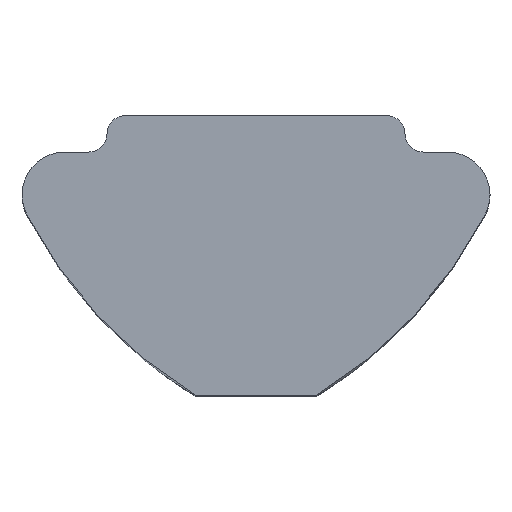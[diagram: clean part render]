
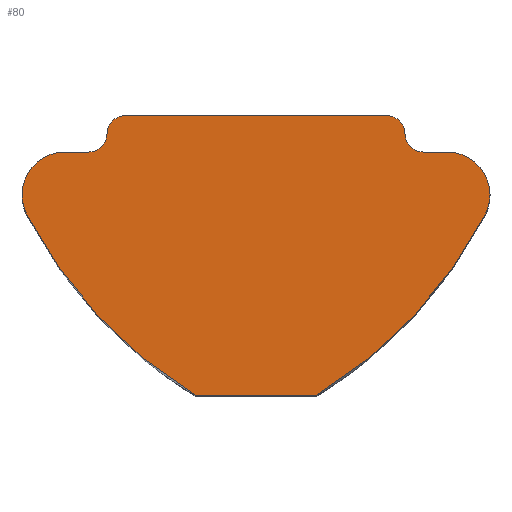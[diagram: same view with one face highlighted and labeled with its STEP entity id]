
A CAD part, top view. The second image highlights one B-rep face of the part: STEP entity #80.
In plain terms, the highlighted planar face has unit normal (0, 0, 1).
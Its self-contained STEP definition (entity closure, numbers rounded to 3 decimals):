
#80=ADVANCED_FACE('NONE',(#164),#165,.F.);
#164=FACE_OUTER_BOUND('',#248,.T.);
#165=PLANE('',#249);
#248=EDGE_LOOP('',(#418,#419,#420,#421,#422,#423,#424,#425,#426,#427,#428,#429,#430,#431));
#249=AXIS2_PLACEMENT_3D('',#432,#433,#434);
#418=ORIENTED_EDGE('',*,*,#560,.T.);
#419=ORIENTED_EDGE('',*,*,#594,.T.);
#420=ORIENTED_EDGE('',*,*,#595,.T.);
#421=ORIENTED_EDGE('',*,*,#562,.T.);
#422=ORIENTED_EDGE('',*,*,#596,.T.);
#423=ORIENTED_EDGE('',*,*,#597,.T.);
#424=ORIENTED_EDGE('',*,*,#568,.T.);
#425=ORIENTED_EDGE('',*,*,#573,.T.);
#426=ORIENTED_EDGE('',*,*,#544,.T.);
#427=ORIENTED_EDGE('',*,*,#577,.T.);
#428=ORIENTED_EDGE('',*,*,#583,.T.);
#429=ORIENTED_EDGE('',*,*,#589,.T.);
#430=ORIENTED_EDGE('',*,*,#591,.T.);
#431=ORIENTED_EDGE('',*,*,#524,.T.);
#432=CARTESIAN_POINT('',(3.15,-1.3,12.0));
#433=DIRECTION('',(-0.0,-0.0,-1.0));
#434=DIRECTION('',(0.0,-1.0,0.0));
#524=EDGE_CURVE('NONE',#618,#622,#624,.T.);
#544=EDGE_CURVE('NONE',#658,#659,#660,.T.);
#560=EDGE_CURVE('NONE',#622,#683,#685,.T.);
#562=EDGE_CURVE('NONE',#687,#688,#689,.T.);
#568=EDGE_CURVE('NONE',#697,#698,#699,.T.);
#573=EDGE_CURVE('NONE',#698,#658,#706,.T.);
#577=EDGE_CURVE('NONE',#659,#709,#711,.T.);
#583=EDGE_CURVE('NONE',#709,#717,#719,.T.);
#589=EDGE_CURVE('NONE',#717,#725,#727,.T.);
#591=EDGE_CURVE('NONE',#725,#618,#729,.T.);
#594=EDGE_CURVE('NONE',#683,#732,#733,.T.);
#595=EDGE_CURVE('NONE',#732,#687,#734,.T.);
#596=EDGE_CURVE('NONE',#688,#735,#736,.T.);
#597=EDGE_CURVE('NONE',#735,#697,#737,.T.);
#618=VERTEX_POINT('',#760);
#622=VERTEX_POINT('NONE',#765);
#624=CIRCLE('',#768,0.7);
#658=VERTEX_POINT('NONE',#837);
#659=VERTEX_POINT('NONE',#838);
#660=CIRCLE('',#839,0.7);
#683=VERTEX_POINT('NONE',#870);
#685=LINE('',#873,#874);
#687=VERTEX_POINT('NONE',#876);
#688=VERTEX_POINT('NONE',#877);
#689=LINE('',#878,#879);
#697=VERTEX_POINT('NONE',#890);
#698=VERTEX_POINT('NONE',#891);
#699=LINE('',#892,#893);
#706=CIRCLE('',#903,0.7);
#709=VERTEX_POINT('NONE',#906);
#711=CIRCLE('',#909,7.5);
#717=VERTEX_POINT('NONE',#920);
#719=LINE('',#923,#924);
#725=VERTEX_POINT('NONE',#954);
#727=CIRCLE('',#957,7.5);
#729=CIRCLE('',#959,0.7);
#732=VERTEX_POINT('NONE',#962);
#733=CIRCLE('',#963,0.3);
#734=CIRCLE('',#964,0.3);
#735=VERTEX_POINT('NONE',#965);
#736=CIRCLE('',#966,0.3);
#737=CIRCLE('',#967,0.3);
#760=CARTESIAN_POINT('',(3.85,-1.3,12.0));
#765=CARTESIAN_POINT('',(3.15,-0.6,12.0));
#768=AXIS2_PLACEMENT_3D('',#995,#996,#997);
#837=CARTESIAN_POINT('',(-3.85,-1.3,12.0));
#838=CARTESIAN_POINT('',(-3.773,-1.62,12.0));
#839=AXIS2_PLACEMENT_3D('',#1022,#1023,#1024);
#870=CARTESIAN_POINT('',(2.75,-0.6,12.0));
#873=CARTESIAN_POINT('',(2.45,-0.6,12.0));
#874=VECTOR('',#1043,1000.0);
#876=CARTESIAN_POINT('',(2.15,0.,12.0));
#877=CARTESIAN_POINT('',(-2.15,0.,12.0));
#878=CARTESIAN_POINT('',(-2.45,0.0,12.0));
#879=VECTOR('',#1044,1000.0);
#890=CARTESIAN_POINT('',(-2.75,-0.6,12.0));
#891=CARTESIAN_POINT('',(-3.15,-0.6,12.0));
#892=CARTESIAN_POINT('',(-2.45,-0.6,12.0));
#893=VECTOR('',#1051,1000.0);
#903=AXIS2_PLACEMENT_3D('',#1055,#1056,#1057);
#906=CARTESIAN_POINT('',(-1.,-4.6,12.0));
#909=AXIS2_PLACEMENT_3D('',#1062,#1063,#1064);
#920=CARTESIAN_POINT('',(1.0,-4.6,12.0));
#923=CARTESIAN_POINT('',(1.0,-4.6,12.0));
#924=VECTOR('',#1072,1000.0);
#954=CARTESIAN_POINT('',(3.773,-1.62,12.0));
#957=AXIS2_PLACEMENT_3D('',#1077,#1078,#1079);
#959=AXIS2_PLACEMENT_3D('',#1080,#1081,#1082);
#962=CARTESIAN_POINT('',(2.45,-0.3,12.0));
#963=AXIS2_PLACEMENT_3D('',#1086,#1087,#1088);
#964=AXIS2_PLACEMENT_3D('',#1089,#1090,#1091);
#965=CARTESIAN_POINT('',(-2.45,-0.3,12.0));
#966=AXIS2_PLACEMENT_3D('',#1092,#1093,#1094);
#967=AXIS2_PLACEMENT_3D('',#1095,#1096,#1097);
#995=CARTESIAN_POINT('',(3.15,-1.3,12.0));
#996=DIRECTION('',(0.0,0.0,1.0));
#997=DIRECTION('',(-1.0,0.0,0.0));
#1022=CARTESIAN_POINT('',(-3.15,-1.3,12.0));
#1023=DIRECTION('',(0.0,0.0,1.0));
#1024=DIRECTION('',(1.0,0.0,0.0));
#1043=DIRECTION('',(-1.0,0.,-0.0));
#1044=DIRECTION('',(-1.0,0.,-0.0));
#1051=DIRECTION('',(-1.0,0.,0.0));
#1055=CARTESIAN_POINT('',(-3.15,-1.3,12.0));
#1056=DIRECTION('',(0.0,0.0,1.0));
#1057=DIRECTION('',(1.0,0.0,0.0));
#1062=CARTESIAN_POINT('',(2.899,1.807,12.0));
#1063=DIRECTION('',(0.0,0.0,1.0));
#1064=DIRECTION('',(1.0,0.0,0.0));
#1072=DIRECTION('',(1.0,-0.0,-0.0));
#1077=CARTESIAN_POINT('',(-2.899,1.807,12.0));
#1078=DIRECTION('',(0.0,0.0,1.0));
#1079=DIRECTION('',(-1.0,0.0,0.0));
#1080=CARTESIAN_POINT('',(3.15,-1.3,12.0));
#1081=DIRECTION('',(0.0,0.0,1.0));
#1082=DIRECTION('',(-1.0,0.0,0.0));
#1086=CARTESIAN_POINT('',(2.75,-0.3,12.0));
#1087=DIRECTION('',(0.0,0.0,-1.0));
#1088=DIRECTION('',(-1.0,0.0,0.0));
#1089=CARTESIAN_POINT('',(2.15,-0.3,12.0));
#1090=DIRECTION('',(0.0,0.0,1.0));
#1091=DIRECTION('',(-1.0,0.0,0.0));
#1092=CARTESIAN_POINT('',(-2.15,-0.3,12.0));
#1093=DIRECTION('',(0.0,0.0,1.0));
#1094=DIRECTION('',(-1.0,0.0,0.0));
#1095=CARTESIAN_POINT('',(-2.75,-0.3,12.0));
#1096=DIRECTION('',(0.0,0.0,-1.0));
#1097=DIRECTION('',(-1.0,0.0,0.0));
